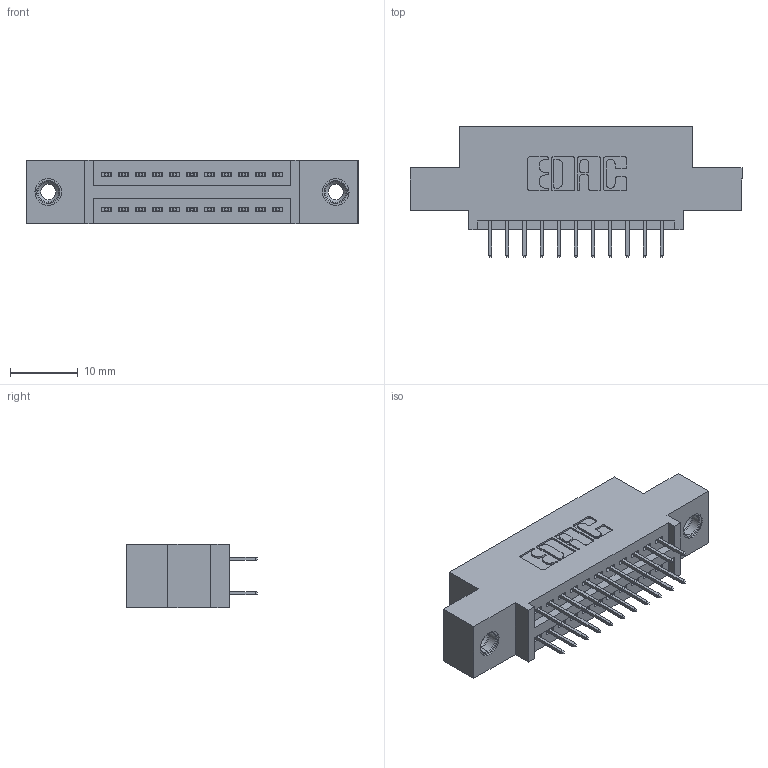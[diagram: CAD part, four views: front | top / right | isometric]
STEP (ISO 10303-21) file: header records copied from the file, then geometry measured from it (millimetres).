
FILE_DESCRIPTION (( 'STEP AP203' ), '1' );
FILE_NAME ('395-022-524-508.STEP', '2018-11-08T02:16:22', ( '' ), ( '' ), 'SwSTEP 2.0', 'SolidWorks 2016', '' );
FILE_SCHEMA (( 'CONFIG_CONTROL_DESIGN' ));
Length unit declared in the file: inch
Products named in the file (4): 345-292-001_345-293-124; 395-022-524-508; 345-250-001_345-250-003-102; 345 Part_0.110 Offset - 0.156 Dia-TI
Assembly tree (25 placements, depth 2):
  395-022-524-508
    345 Part_0.110 Offset - 0.156 Dia-TI
    345-292-001_345-293-124  x22
    345-250-001_345-250-003-102  x2
Bounding box: 49.15 x 19.35 x 9.4 mm (x, y, z)
Volume: 4373.5 mm3; surface area: 5882.7 mm2
Topology: 25 solids, 25 shells, 1378 faces, 3855 edges, 2474 vertices
Faces by surface type: plane 974, cylinder 388, cone 12, torus 4
Entity records: 14196 total; most frequent: CARTESIAN_POINT 2391, ORIENTED_EDGE 2318, DIRECTION 2173, EDGE_CURVE 1159, LINE 967, VECTOR 967, VERTEX_POINT 764, AXIS2_PLACEMENT_3D 603
